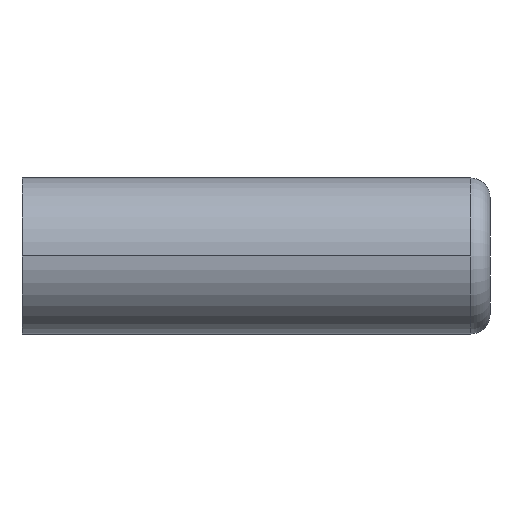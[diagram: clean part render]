
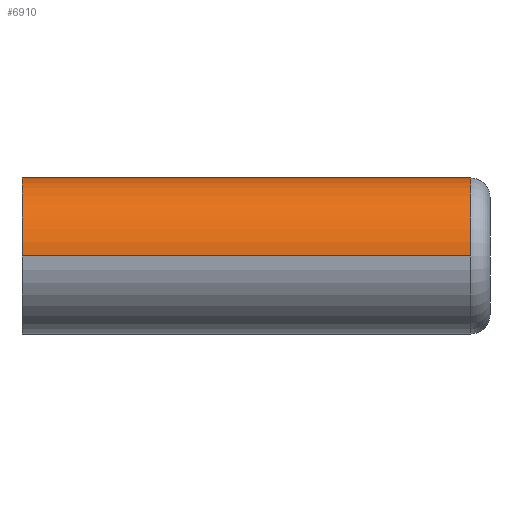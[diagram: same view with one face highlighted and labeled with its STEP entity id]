
A CAD part, left-side view. The second image highlights one B-rep face of the part: STEP entity #6910.
In plain terms, the highlighted cylindrical face has radius 4 mm (diameter 8 mm), a partial arc.
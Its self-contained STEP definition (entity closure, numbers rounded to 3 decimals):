
#890=CARTESIAN_POINT('',(-24.,-23.,
4.));
#900=VERTEX_POINT('',#890);
#1510=CARTESIAN_POINT('',(-24.,-23.,
0.));
#1520=DIRECTION('',(0.,-1.,0.));
#1530=DIRECTION('',(-1.,0.,0.));
#1540=AXIS2_PLACEMENT_3D('',#1510,#1520,#1530);
#1550=CIRCLE('',#1540,4.);
#1560=CARTESIAN_POINT('',(-28.,-23.,
0.));
#1570=VERTEX_POINT('',#1560);
#1600=EDGE_CURVE('',#900,#1570,#1550,.T.);
#3570=CARTESIAN_POINT('',(-24.,0.,0.));
#3580=DIRECTION('',(0.,-1.,0.));
#3590=DIRECTION('',(1.,0.,0.));
#3600=AXIS2_PLACEMENT_3D('',#3570,#3580,#3590);
#3610=CIRCLE('',#3600,4.);
#3620=CARTESIAN_POINT('',(-20.,0.,0.));
#3630=VERTEX_POINT('',#3620);
#3640=CARTESIAN_POINT('',(-28.,0.,0.));
#3650=VERTEX_POINT('',#3640);
#3660=EDGE_CURVE('',#3630,#3650,#3610,.T.);
#5060=CARTESIAN_POINT('',(-24.,-20.,
0.));
#5070=DIRECTION('',(0.,-1.,0.));
#5080=DIRECTION('',(1.,0.,0.));
#5090=AXIS2_PLACEMENT_3D('',#5060,#5070,#5080);
#5100=CIRCLE('',#5090,4.);
#5110=CARTESIAN_POINT('',(-20.,-20.,
0.));
#5120=VERTEX_POINT('',#5110);
#5130=CARTESIAN_POINT('',(-21.354,-20.,
3.));
#5140=VERTEX_POINT('',#5130);
#5150=EDGE_CURVE('',#5120,#5140,#5100,.T.);
#5460=CARTESIAN_POINT('',(-24.,0.,4.));
#5470=DIRECTION('',(0.,-1.,0.));
#5480=VECTOR('',#5470,0.4);
#5490=LINE('',#5460,#5480);
#5500=CARTESIAN_POINT('',(-24.,-21.,
4.));
#5510=VERTEX_POINT('',#5500);
#5520=EDGE_CURVE('',#5510,#900,#5490,.T.);
#5960=CARTESIAN_POINT('',(-24.,0.,0.));
#5970=DIRECTION('',(0.,-1.,0.));
#5980=DIRECTION('',(1.,0.,0.));
#5990=AXIS2_PLACEMENT_3D('',#5960,#5970,#5980);
#6000=CYLINDRICAL_SURFACE('',#5990,4.);
#6010=CARTESIAN_POINT('',(0.,-21.,3.));
#6020=DIRECTION('',(1.,0.,0.));
#6030=DIRECTION('',(0.,-1.,0.));
#6040=AXIS2_PLACEMENT_3D('',#6010,#6020,#6030);
#6050=CYLINDRICAL_SURFACE('',#6040,1.);
#6060=CARTESIAN_POINT('',(-24.,0.,0.));
#6070=DIRECTION('',(0.,-1.,0.));
#6080=DIRECTION('',(1.,0.,0.));
#6090=AXIS2_PLACEMENT_3D('',#6060,#6070,#6080);
#6100=CYLINDRICAL_SURFACE('',#6090,4.);
#6110=CARTESIAN_POINT('',(-24.,-21.,
4.));
#6120=CARTESIAN_POINT('',(-23.943,-20.971,
4.));
#6130=CARTESIAN_POINT('',(-23.885,-20.943,
3.999));
#6140=CARTESIAN_POINT('',(-23.828,-20.914,
3.996));
#6150=CARTESIAN_POINT('',(-23.77,-20.885,
3.994));
#6160=CARTESIAN_POINT('',(-23.713,-20.857,
3.99));
#6170=CARTESIAN_POINT('',(-23.656,-20.828,
3.985));
#6180=CARTESIAN_POINT('',(-23.598,-20.8,
3.98));
#6190=CARTESIAN_POINT('',(-23.541,-20.772,
3.974));
#6200=CARTESIAN_POINT('',(-23.484,-20.743,
3.967));
#6210=CARTESIAN_POINT('',(-23.426,-20.715,
3.959));
#6220=CARTESIAN_POINT('',(-23.369,-20.688,
3.95));
#6230=CARTESIAN_POINT('',(-23.312,-20.66,
3.94));
#6240=CARTESIAN_POINT('',(-23.255,-20.632,
3.93));
#6250=CARTESIAN_POINT('',(-23.198,-20.605,
3.919));
#6260=CARTESIAN_POINT('',(-23.141,-20.578,
3.907));
#6270=CARTESIAN_POINT('',(-23.084,-20.551,
3.894));
#6280=CARTESIAN_POINT('',(-23.027,-20.525,
3.88));
#6290=CARTESIAN_POINT('',(-22.97,-20.499,
3.865));
#6300=CARTESIAN_POINT('',(-22.914,-20.472,
3.85));
#6310=CARTESIAN_POINT('',(-22.857,-20.447,
3.834));
#6320=CARTESIAN_POINT('',(-22.8,-20.422,
3.816));
#6330=CARTESIAN_POINT('',(-22.744,-20.397,
3.798));
#6340=CARTESIAN_POINT('',(-22.688,-20.372,
3.779));
#6350=CARTESIAN_POINT('',(-22.631,-20.348,
3.759));
#6360=CARTESIAN_POINT('',(-22.575,-20.325,
3.738));
#6370=CARTESIAN_POINT('',(-22.52,-20.302,
3.716));
#6380=CARTESIAN_POINT('',(-22.464,-20.279,
3.693));
#6390=CARTESIAN_POINT('',(-22.408,-20.257,
3.67));
#6400=CARTESIAN_POINT('',(-22.353,-20.236,
3.646));
#6410=CARTESIAN_POINT('',(-22.297,-20.215,
3.62));
#6420=CARTESIAN_POINT('',(-22.242,-20.195,
3.594));
#6430=CARTESIAN_POINT('',(-22.187,-20.175,
3.566));
#6440=CARTESIAN_POINT('',(-22.133,-20.157,
3.537));
#6450=CARTESIAN_POINT('',(-22.078,-20.138,
3.508));
#6460=CARTESIAN_POINT('',(-22.024,-20.121,
3.478));
#6470=CARTESIAN_POINT('',(-21.97,-20.105,
3.447));
#6480=CARTESIAN_POINT('',(-21.916,-20.089,
3.415));
#6490=CARTESIAN_POINT('',(-21.863,-20.075,
3.382));
#6500=CARTESIAN_POINT('',(-21.81,-20.062,
3.347));
#6510=CARTESIAN_POINT('',(-21.784,-20.056,
3.33));
#6520=CARTESIAN_POINT('',(-21.758,-20.05,
3.313));
#6530=CARTESIAN_POINT('',(-21.732,-20.044,
3.295));
#6540=CARTESIAN_POINT('',(-21.706,-20.039,
3.277));
#6550=CARTESIAN_POINT('',(-21.68,-20.034,
3.258));
#6560=CARTESIAN_POINT('',(-21.654,-20.029,
3.24));
#6570=CARTESIAN_POINT('',(-21.628,-20.025,
3.221));
#6580=CARTESIAN_POINT('',(-21.603,-20.02,
3.202));
#6590=CARTESIAN_POINT('',(-21.577,-20.017,
3.183));
#6600=CARTESIAN_POINT('',(-21.552,-20.013,
3.163));
#6610=CARTESIAN_POINT('',(-21.527,-20.01,
3.144));
#6620=CARTESIAN_POINT('',(-21.502,-20.008,
3.124));
#6630=CARTESIAN_POINT('',(-21.477,-20.005,
3.104));
#6640=CARTESIAN_POINT('',(-21.452,-20.003,
3.083));
#6650=CARTESIAN_POINT('',(-21.427,-20.002,
3.063));
#6660=CARTESIAN_POINT('',(-21.403,-20.001,
3.042));
#6670=CARTESIAN_POINT('',(-21.378,-20.,
3.021));
#6680=CARTESIAN_POINT('',(-21.354,-20.,
3.));
#6690=B_SPLINE_CURVE_WITH_KNOTS('',3,(#6110,#6120,#6130,#6140,#6150,
#6160,#6170,#6180,#6190,#6200,#6210,#6220,#6230,#6240,#6250,#6260,#6270,
#6280,#6290,#6300,#6310,#6320,#6330,#6340,#6350,#6360,#6370,#6380,#6390,
#6400,#6410,#6420,#6430,#6440,#6450,#6460,#6470,#6480,#6490,#6500,#6510,
#6520,#6530,#6540,#6550,#6560,#6570,#6580,#6590,#6600,#6610,#6620,#6630,
#6640,#6650,#6660,#6670,#6680),.UNSPECIFIED.,.F.,.F.,(4,3,3,3,3,3,3,3,3,
3,3,3,3,3,3,3,3,3,3,4),(0.,0.193,0.385,
0.578,0.77,0.963,1.156,
1.349,1.542,1.734,1.927,
2.121,2.314,2.507,2.603,
2.7,2.796,2.892,2.989,
3.085),.UNSPECIFIED.);
#6700=SURFACE_CURVE('',#6690,(#6050,#6100),.CURVE_3D.);
#6710=EDGE_CURVE('',#5510,#5140,#6700,.T.);
#6720=ORIENTED_EDGE('',*,*,#6710,.T.);
#6730=ORIENTED_EDGE('',*,*,#5520,.F.);
#6740=ORIENTED_EDGE('',*,*,#1600,.F.);
#6750=CARTESIAN_POINT('',(-28.,0.,0.));
#6760=DIRECTION('',(0.,-1.,0.));
#6770=VECTOR('',#6760,0.4);
#6780=LINE('',#6750,#6770);
#6790=EDGE_CURVE('',#3650,#1570,#6780,.T.);
#6800=ORIENTED_EDGE('',*,*,#6790,.T.);
#6810=ORIENTED_EDGE('',*,*,#3660,.T.);
#6820=CARTESIAN_POINT('',(-20.,0.,0.));
#6830=DIRECTION('',(0.,-1.,0.));
#6840=VECTOR('',#6830,0.4);
#6850=LINE('',#6820,#6840);
#6860=EDGE_CURVE('',#3630,#5120,#6850,.T.);
#6870=ORIENTED_EDGE('',*,*,#6860,.F.);
#6880=ORIENTED_EDGE('',*,*,#5150,.F.);
#6890=EDGE_LOOP('',(#6880,#6870,#6810,#6800,#6740,#6730,#6720));
#6900=FACE_OUTER_BOUND('',#6890,.T.);
#6910=ADVANCED_FACE('',(#6900),#6000,.T.);
